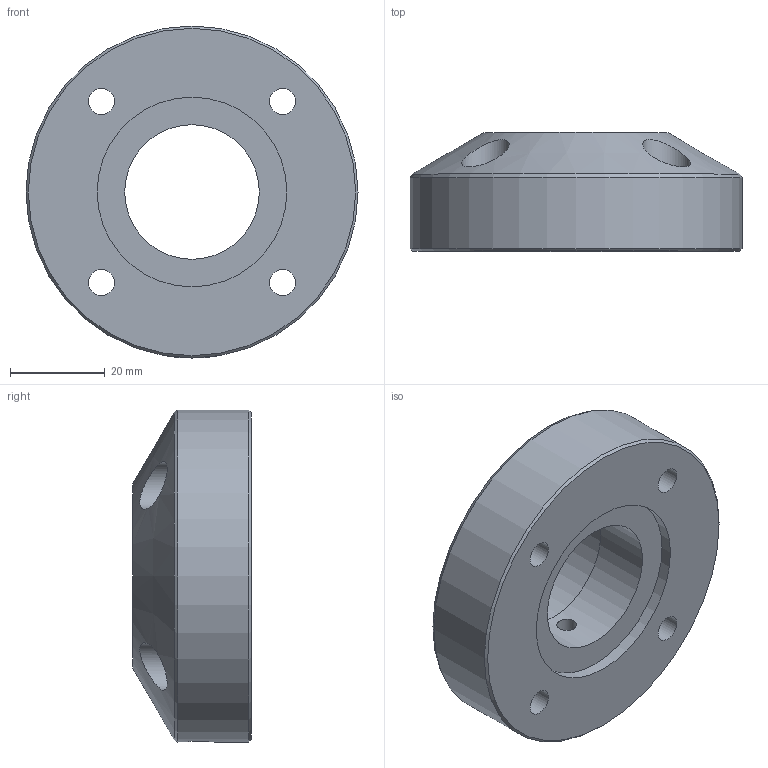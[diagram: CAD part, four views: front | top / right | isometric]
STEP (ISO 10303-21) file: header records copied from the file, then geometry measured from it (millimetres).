
FILE_DESCRIPTION(/* description */ ('Mounting Flange 54 mit Schraube'),/* implementation_level */ '2;1');
FILE_NAME(/* name */ 'SBT-MF2-M30.stp',/* time_stamp */ '2023-08-16T08:07:16+02:00',/* author */ ('S. Sandt'),/* organization */ ('di-soric GmbH & Co. KG'),/* preprocessor_version */ 'ST-DEVELOPER v18.1',/* originating_system */ 'Autodesk Inventor 2022',/* authorisation */ '');
FILE_SCHEMA (('AUTOMOTIVE_DESIGN { 1 0 10303 214 3 1 1 }'));
Length unit declared in the file: millimetre
Products named in the file (3): Mounting Flange2 mit schraube; 550.0572.123; DIN 916 - M5  x  10
Assembly tree (2 placements, depth 2):
  Mounting Flange2 mit schraube
    550.0572.123
    DIN 916 - M5  x  10
Bounding box: 70 x 25 x 70 mm (x, y, z)
Volume: 59947.4 mm3; surface area: 14924.9 mm2
Topology: 2 solids, 2 shells, 46 faces, 100 edges, 64 vertices
Faces by surface type: plane 22, cylinder 15, cone 8, bspline 1
Full cylindrical faces by diameter (mm): 4.134 x1, 5 x1, 5.5 x5, 10 x4, 28.376 x1, 31 x1, 40 x1, 70 x1
Entity records: 1693 total; most frequent: CARTESIAN_POINT 524, DIRECTION 230, ORIENTED_EDGE 196, EDGE_CURVE 98, AXIS2_PLACEMENT_3D 94, EDGE_LOOP 66, VERTEX_POINT 64, FACE_OUTER_BOUND 46
